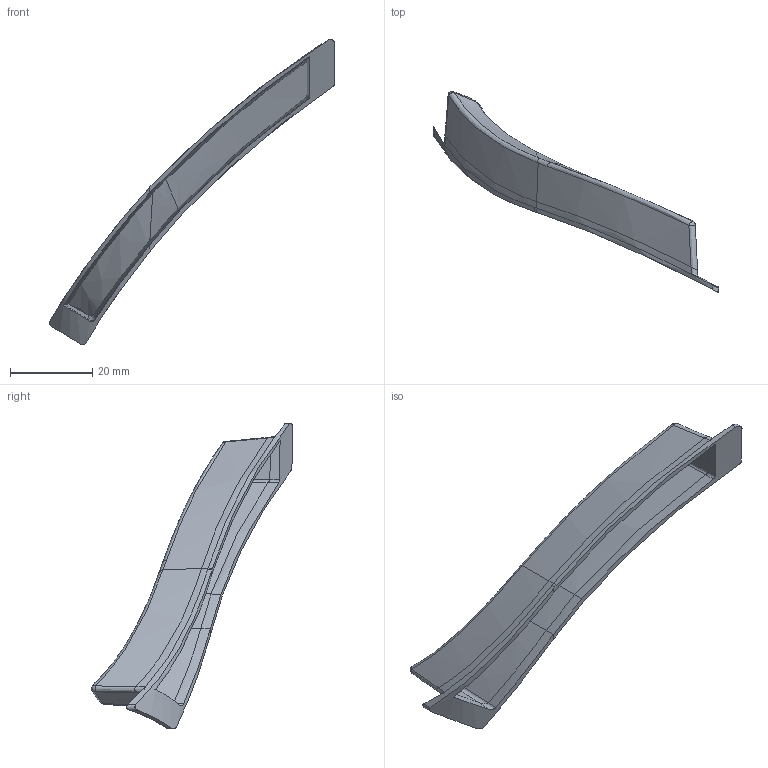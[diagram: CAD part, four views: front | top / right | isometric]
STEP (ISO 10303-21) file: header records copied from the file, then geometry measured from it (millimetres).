
FILE_DESCRIPTION (( 'STEP AP214' ), '1' );
FILE_NAME ('Blinkerglas.STEP', '2016-08-21T13:57:23', ( '' ), ( '' ), 'SwSTEP 2.0', 'SolidWorks 2013', '' );
FILE_SCHEMA (( 'AUTOMOTIVE_DESIGN' ));
Length unit declared in the file: millimetre
Products named in the file (1): Blinkerglas
Bounding box: 69.2 x 48.9 x 74.14 mm (x, y, z)
Volume: 3286.6 mm3; surface area: 6797.1 mm2
Topology: 1 solids, 1 shells, 76 faces, 210 edges, 135 vertices
Faces by surface type: bspline 64, cylinder 7, plane 3, sphere 2
Entity records: 6422 total; most frequent: CARTESIAN_POINT 4988, ORIENTED_EDGE 414, EDGE_CURVE 207, B_SPLINE_CURVE_WITH_KNOTS 181, VERTEX_POINT 133, ADVANCED_FACE 76, EDGE_LOOP 76, FACE_OUTER_BOUND 76
